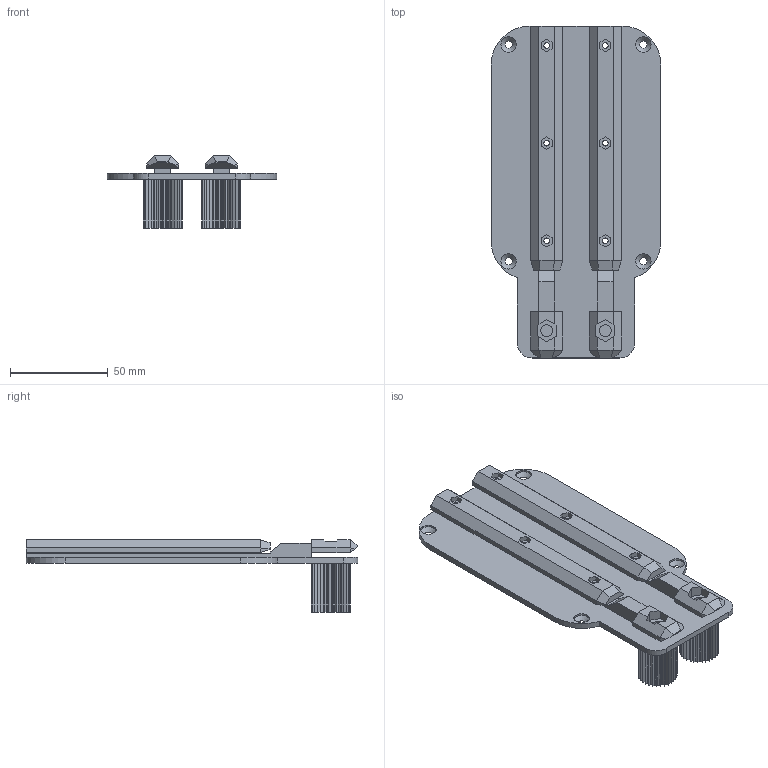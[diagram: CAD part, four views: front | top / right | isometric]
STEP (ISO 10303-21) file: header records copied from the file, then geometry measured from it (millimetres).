
FILE_DESCRIPTION(/* description */ (''),/* implementation_level */ '2;1');
FILE_NAME(/* name */ 'WarBRD Base Exp v0.step',/* time_stamp */ '2021-02-24T10:52:19+01:00',/* author */ (''),/* organization */ (''),/* preprocessor_version */ 'ST-DEVELOPER v18.1',/* originating_system */ 'Autodesk Translation Framework v9.7.1.1290',/* authorisation */ '');
FILE_SCHEMA (('AUTOMOTIVE_DESIGN { 1 0 10303 214 3 1 1 }'));
Length unit declared in the file: millimetre
Products named in the file (1): WarBRD Base Exp
Bounding box: 87 x 170 x 37 mm (x, y, z)
Volume: 80736.2 mm3; surface area: 51441.3 mm2
Topology: 7 solids, 7 shells, 376 faces, 1028 edges, 676 vertices
Faces by surface type: plane 277, cylinder 89, cone 10
Full cylindrical faces by diameter (mm): 2.9 x6, 3 x6, 6 x4, 6.5 x2, 7.9 x4
Entity records: 11911 total; most frequent: CARTESIAN_POINT 2081, ORIENTED_EDGE 2056, DIRECTION 1978, EDGE_CURVE 1028, LINE 832, VECTOR 832, VERTEX_POINT 676, AXIS2_PLACEMENT_3D 573
